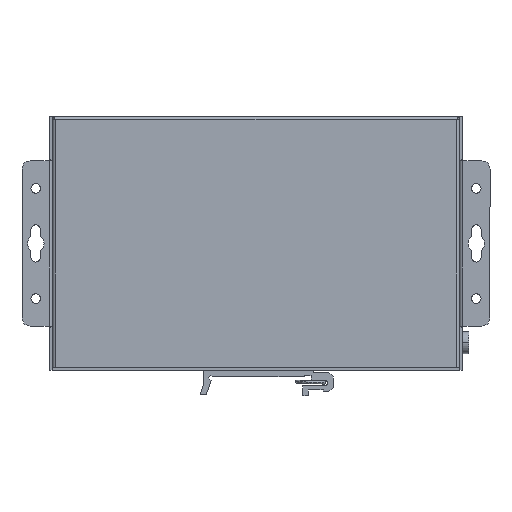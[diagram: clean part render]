
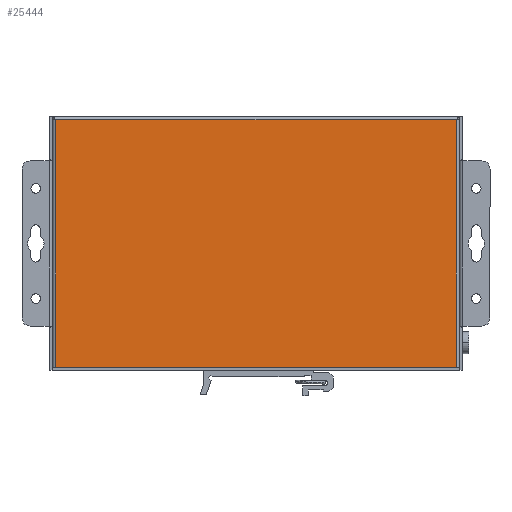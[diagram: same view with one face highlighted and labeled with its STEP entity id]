
A CAD part, front view. The second image highlights one B-rep face of the part: STEP entity #25444.
In plain terms, the highlighted face is planar.
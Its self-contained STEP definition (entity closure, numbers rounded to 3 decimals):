
#7333 = AXIS2_PLACEMENT_3D ( 'NONE', #15007, #19814, #53528 ) ;
#9608 = CARTESIAN_POINT ( 'NONE',  ( -72.8, 44.35, 0. ) ) ;
#11504 = ORIENTED_EDGE ( 'NONE', *, *, #14503, .T. ) ;
#14496 = ORIENTED_EDGE ( 'NONE', *, *, #25941, .T. ) ;
#14503 = EDGE_CURVE ( 'NONE', #18917, #20032, #23795, .T. ) ;
#14747 = DIRECTION ( 'NONE',  ( 0., -1., 0. ) ) ;
#15007 = CARTESIAN_POINT ( 'NONE',  ( -73.9, 45.45, 0. ) ) ;
#18917 = VERTEX_POINT ( 'NONE', #56956 ) ;
#19814 = DIRECTION ( 'NONE',  ( 0., 0., -1. ) ) ;
#20032 = VERTEX_POINT ( 'NONE', #9608 ) ;
#20974 = DIRECTION ( 'NONE',  ( 1., 0., 0. ) ) ;
#23795 = LINE ( 'NONE', #24702, #60690 ) ;
#24702 = CARTESIAN_POINT ( 'NONE',  ( 72.829, 44.35, 0. ) ) ;
#25444 = ADVANCED_FACE ( 'NONE', ( #47032 ), #43859, .F. ) ;
#25933 = DIRECTION ( 'NONE',  ( 0., 1., 0. ) ) ;
#25941 = EDGE_CURVE ( 'NONE', #20032, #34740, #31186, .T. ) ;
#28131 = ORIENTED_EDGE ( 'NONE', *, *, #51497, .T. ) ;
#28304 = EDGE_LOOP ( 'NONE', ( #11504, #14496, #28131, #47531 ) ) ;
#29643 = VECTOR ( 'NONE', #14747, 1000. ) ;
#30981 = LINE ( 'NONE', #54678, #43776 ) ;
#31186 = LINE ( 'NONE', #53283, #29643 ) ;
#34634 = DIRECTION ( 'NONE',  ( -1., 0., 0. ) ) ;
#34740 = VERTEX_POINT ( 'NONE', #46912 ) ;
#38697 = VECTOR ( 'NONE', #25933, 1000. ) ;
#43776 = VECTOR ( 'NONE', #20974, 1000. ) ;
#43859 = PLANE ( 'NONE',  #7333 ) ;
#46438 = EDGE_CURVE ( 'NONE', #58797, #18917, #49924, .T. ) ;
#46912 = CARTESIAN_POINT ( 'NONE',  ( -72.8, -45.45, 0. ) ) ;
#47032 = FACE_OUTER_BOUND ( 'NONE', #28304, .T. ) ;
#47531 = ORIENTED_EDGE ( 'NONE', *, *, #46438, .T. ) ;
#49924 = LINE ( 'NONE', #54741, #38697 ) ;
#51497 = EDGE_CURVE ( 'NONE', #34740, #58797, #30981, .T. ) ;
#52451 = CARTESIAN_POINT ( 'NONE',  ( 72.8, -45.45, 0. ) ) ;
#53283 = CARTESIAN_POINT ( 'NONE',  ( -72.8, 44.379, 0. ) ) ;
#53528 = DIRECTION ( 'NONE',  ( -1., 0., 0. ) ) ;
#54678 = CARTESIAN_POINT ( 'NONE',  ( -73.9, -45.45, 0. ) ) ;
#54741 = CARTESIAN_POINT ( 'NONE',  ( 72.8, -45.45, 0. ) ) ;
#56956 = CARTESIAN_POINT ( 'NONE',  ( 72.8, 44.35, 0. ) ) ;
#58797 = VERTEX_POINT ( 'NONE', #52451 ) ;
#60690 = VECTOR ( 'NONE', #34634, 1000. ) ;
